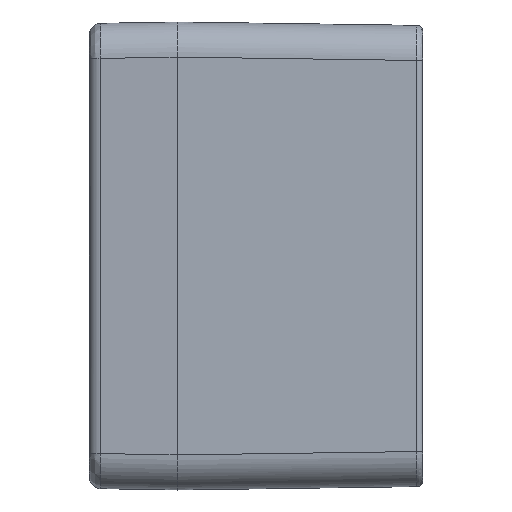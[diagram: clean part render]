
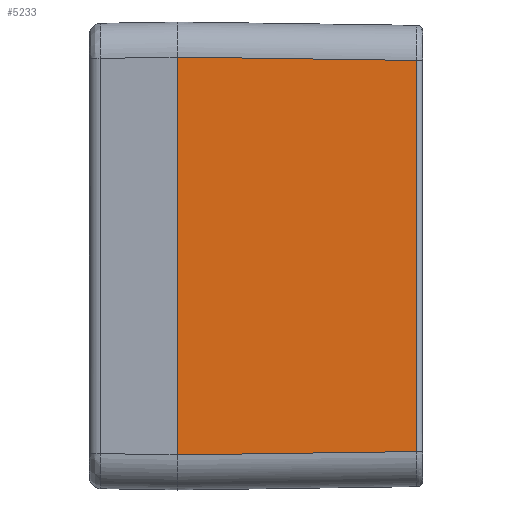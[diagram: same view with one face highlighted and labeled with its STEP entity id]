
A CAD part, left-side view. The second image highlights one B-rep face of the part: STEP entity #5233.
In plain terms, the highlighted planar face has unit normal (-1, -0.014, 0).
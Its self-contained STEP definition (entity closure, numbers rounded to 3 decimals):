
#161 = CARTESIAN_POINT ( 'NONE',  ( -86.927, 0.986, -33.428 ) ) ;
#860 = CARTESIAN_POINT ( 'NONE',  ( -86.927, 0.986, 33.428 ) ) ;
#1049 = DIRECTION ( 'NONE',  ( -1., -0.014, 0. ) ) ;
#1855 = CARTESIAN_POINT ( 'NONE',  ( -86.927, 0.986, 11.143 ) ) ;
#1915 = CARTESIAN_POINT ( 'NONE',  ( -87.309, 28.329, 33.81 ) ) ;
#1937 = B_SPLINE_CURVE_WITH_KNOTS ( 'NONE', 3,
 ( #10090, #1855, #4145, #12348 ),
 .UNSPECIFIED., .F., .F.,
 ( 4, 4 ),
 ( 0., 1. ),
 .UNSPECIFIED. ) ;
#2144 = CARTESIAN_POINT ( 'NONE',  ( -87.309, 28.329, -33.81 ) ) ;
#2182 = CARTESIAN_POINT ( 'NONE',  ( -87.5, 42., -43.54 ) ) ;
#2865 = VECTOR ( 'NONE', #11115, 1000. ) ;
#3220 = VERTEX_POINT ( 'NONE', #4602 ) ;
#3620 = DIRECTION ( 'NONE',  ( -0.014, 1., 0. ) ) ;
#4145 = CARTESIAN_POINT ( 'NONE',  ( -86.927, 0.986, -11.143 ) ) ;
#4166 = ORIENTED_EDGE ( 'NONE', *, *, #13510, .T. ) ;
#4200 = CARTESIAN_POINT ( 'NONE',  ( -87.118, 14.657, 33.619 ) ) ;
#4602 = CARTESIAN_POINT ( 'NONE',  ( -87.5, 42., -34.001 ) ) ;
#4792 = VERTEX_POINT ( 'NONE', #13881 ) ;
#5233 = ADVANCED_FACE ( 'NONE', ( #12518 ), #9266, .T. ) ;
#5256 = CARTESIAN_POINT ( 'NONE',  ( -87.5, 42., 34.001 ) ) ;
#5406 = EDGE_CURVE ( 'NONE', #4792, #8866, #1937, .T. ) ;
#5805 = EDGE_CURVE ( 'NONE', #7468, #4792, #14301, .T. ) ;
#5955 = AXIS2_PLACEMENT_3D ( 'NONE', #2182, #1049, #3620 ) ;
#7468 = VERTEX_POINT ( 'NONE', #11039 ) ;
#7513 = EDGE_CURVE ( 'NONE', #3220, #7468, #12099, .T. ) ;
#8687 = EDGE_LOOP ( 'NONE', ( #13077, #9601, #4166, #12759 ) ) ;
#8764 = CARTESIAN_POINT ( 'NONE',  ( -87.5, 42., -34.001 ) ) ;
#8866 = VERTEX_POINT ( 'NONE', #161 ) ;
#9231 = CARTESIAN_POINT ( 'NONE',  ( -86.927, 0.986, -33.428 ) ) ;
#9266 = PLANE ( 'NONE',  #5955 ) ;
#9415 = B_SPLINE_CURVE_WITH_KNOTS ( 'NONE', 3,
 ( #13590, #2144, #12625, #9231 ),
 .UNSPECIFIED., .F., .F.,
 ( 4, 4 ),
 ( 0., 1. ),
 .UNSPECIFIED. ) ;
#9601 = ORIENTED_EDGE ( 'NONE', *, *, #7513, .F. ) ;
#10090 = CARTESIAN_POINT ( 'NONE',  ( -86.927, 0.986, 33.428 ) ) ;
#11039 = CARTESIAN_POINT ( 'NONE',  ( -87.5, 42., 34.001 ) ) ;
#11115 = DIRECTION ( 'NONE',  ( 0., 0., 1. ) ) ;
#12099 = LINE ( 'NONE', #8764, #2865 ) ;
#12348 = CARTESIAN_POINT ( 'NONE',  ( -86.927, 0.986, -33.428 ) ) ;
#12518 = FACE_OUTER_BOUND ( 'NONE', #8687, .T. ) ;
#12625 = CARTESIAN_POINT ( 'NONE',  ( -87.118, 14.657, -33.619 ) ) ;
#12759 = ORIENTED_EDGE ( 'NONE', *, *, #5406, .F. ) ;
#13077 = ORIENTED_EDGE ( 'NONE', *, *, #5805, .F. ) ;
#13510 = EDGE_CURVE ( 'NONE', #3220, #8866, #9415, .T. ) ;
#13590 = CARTESIAN_POINT ( 'NONE',  ( -87.5, 42., -34.001 ) ) ;
#13881 = CARTESIAN_POINT ( 'NONE',  ( -86.927, 0.986, 33.428 ) ) ;
#14301 = B_SPLINE_CURVE_WITH_KNOTS ( 'NONE', 3,
 ( #5256, #1915, #4200, #860 ),
 .UNSPECIFIED., .F., .F.,
 ( 4, 4 ),
 ( 0., 1. ),
 .UNSPECIFIED. ) ;
